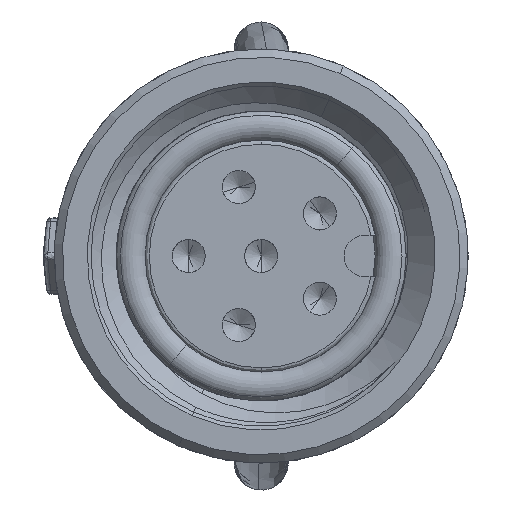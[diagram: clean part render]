
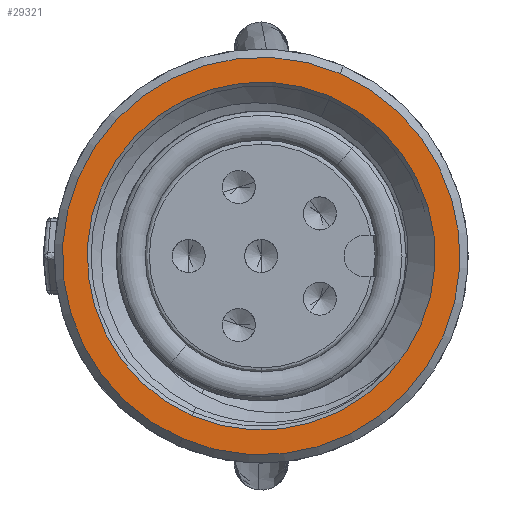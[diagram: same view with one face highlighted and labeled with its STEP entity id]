
A CAD part, left-side view. The second image highlights one B-rep face of the part: STEP entity #29321.
In plain terms, the highlighted face is planar.
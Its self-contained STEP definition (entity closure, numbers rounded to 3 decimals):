
#108 = DIRECTION ( 'NONE',  ( 0., 0., 1. ) ) ;
#1842 = CARTESIAN_POINT ( 'NONE',  ( 7., 0., 4.2 ) ) ;
#1985 = CIRCLE ( 'NONE', #36028, 4.8 ) ;
#4302 = AXIS2_PLACEMENT_3D ( 'NONE', #5427, #21677, #26228 ) ;
#5427 = CARTESIAN_POINT ( 'NONE',  ( 7., 0., 0. ) ) ;
#10027 = CIRCLE ( 'NONE', #14292, 4.2 ) ;
#10375 = CARTESIAN_POINT ( 'NONE',  ( 7., 0., -4.8 ) ) ;
#11317 = ORIENTED_EDGE ( 'NONE', *, *, #46684, .T. ) ;
#12076 = PLANE ( 'NONE',  #21947 ) ;
#12248 = EDGE_LOOP ( 'NONE', ( #49015, #11317 ) ) ;
#14292 = AXIS2_PLACEMENT_3D ( 'NONE', #49141, #40052, #36051 ) ;
#14921 = DIRECTION ( 'NONE',  ( 0., 0., 1. ) ) ;
#16583 = VERTEX_POINT ( 'NONE', #10375 ) ;
#17513 = ORIENTED_EDGE ( 'NONE', *, *, #31548, .T. ) ;
#18376 = DIRECTION ( 'NONE',  ( 1., 0., 0. ) ) ;
#19176 = CARTESIAN_POINT ( 'NONE',  ( 7., 0., 0. ) ) ;
#20047 = DIRECTION ( 'NONE',  ( 0., 0., 1. ) ) ;
#20076 = CARTESIAN_POINT ( 'NONE',  ( 7., 0., 0. ) ) ;
#20294 = CARTESIAN_POINT ( 'NONE',  ( 7., 0., -4.2 ) ) ;
#21677 = DIRECTION ( 'NONE',  ( -1., 0., 0. ) ) ;
#21947 = AXIS2_PLACEMENT_3D ( 'NONE', #52329, #28868, #20047 ) ;
#24215 = ORIENTED_EDGE ( 'NONE', *, *, #28970, .T. ) ;
#25871 = CARTESIAN_POINT ( 'NONE',  ( 7., 0., 4.8 ) ) ;
#26228 = DIRECTION ( 'NONE',  ( 0., 0., 1. ) ) ;
#28148 = CIRCLE ( 'NONE', #4302, 4.2 ) ;
#28868 = DIRECTION ( 'NONE',  ( -1., 0., 0. ) ) ;
#28970 = EDGE_CURVE ( 'NONE', #43873, #41183, #10027, .T. ) ;
#29321 = ADVANCED_FACE ( 'NONE', ( #48880, #44876 ), #12076, .F. ) ;
#31548 = EDGE_CURVE ( 'NONE', #41183, #43873, #28148, .T. ) ;
#32424 = EDGE_LOOP ( 'NONE', ( #17513, #24215 ) ) ;
#36028 = AXIS2_PLACEMENT_3D ( 'NONE', #19176, #18376, #14921 ) ;
#36051 = DIRECTION ( 'NONE',  ( 0., 0., 1. ) ) ;
#36132 = VERTEX_POINT ( 'NONE', #25871 ) ;
#36603 = DIRECTION ( 'NONE',  ( 1., 0., 0. ) ) ;
#38049 = AXIS2_PLACEMENT_3D ( 'NONE', #20076, #36603, #108 ) ;
#39641 = EDGE_CURVE ( 'NONE', #36132, #16583, #44036, .T. ) ;
#40052 = DIRECTION ( 'NONE',  ( -1., 0., 0. ) ) ;
#41183 = VERTEX_POINT ( 'NONE', #20294 ) ;
#43873 = VERTEX_POINT ( 'NONE', #1842 ) ;
#44036 = CIRCLE ( 'NONE', #38049, 4.8 ) ;
#44876 = FACE_BOUND ( 'NONE', #32424, .T. ) ;
#46684 = EDGE_CURVE ( 'NONE', #16583, #36132, #1985, .T. ) ;
#48880 = FACE_OUTER_BOUND ( 'NONE', #12248, .T. ) ;
#49015 = ORIENTED_EDGE ( 'NONE', *, *, #39641, .T. ) ;
#49141 = CARTESIAN_POINT ( 'NONE',  ( 7., 0., 0. ) ) ;
#52329 = CARTESIAN_POINT ( 'NONE',  ( 7., 5., 0. ) ) ;
